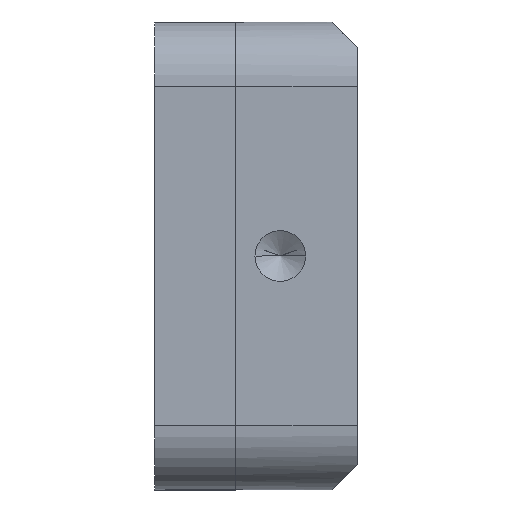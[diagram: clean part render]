
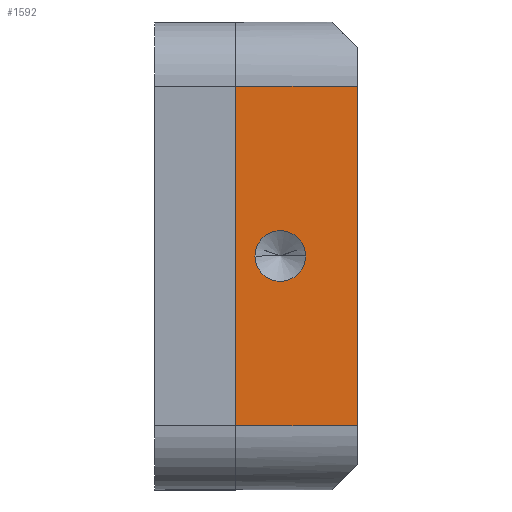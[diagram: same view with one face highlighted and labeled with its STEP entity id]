
A CAD part, left-side view. The second image highlights one B-rep face of the part: STEP entity #1592.
In plain terms, the highlighted planar face has unit normal (-1, 0, 0).
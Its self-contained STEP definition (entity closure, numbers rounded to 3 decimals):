
#34 = CARTESIAN_POINT ( 'NONE',  ( -36.55, 0., 3.8 ) ) ;
#90 = EDGE_CURVE ( 'NONE', #1488, #1726, #742, .T. ) ;
#113 = DIRECTION ( 'NONE',  ( -1., 0., 0. ) ) ;
#258 = ORIENTED_EDGE ( 'NONE', *, *, #1722, .F. ) ;
#341 = VERTEX_POINT ( 'NONE', #836 ) ;
#425 = EDGE_CURVE ( 'NONE', #1339, #1415, #1210, .T. ) ;
#447 = DIRECTION ( 'NONE',  ( 0., -1., 0. ) ) ;
#487 = ORIENTED_EDGE ( 'NONE', *, *, #90, .F. ) ;
#509 = VECTOR ( 'NONE', #447, 1000. ) ;
#580 = EDGE_CURVE ( 'NONE', #341, #1339, #1836, .T. ) ;
#585 = VECTOR ( 'NONE', #1059, 1000. ) ;
#672 = CIRCLE ( 'NONE', #2119, 1.25 ) ;
#680 = EDGE_CURVE ( 'NONE', #341, #2051, #2087, .T. ) ;
#742 = CIRCLE ( 'NONE', #2268, 1.25 ) ;
#801 = DIRECTION ( 'NONE',  ( 0., 0., -1. ) ) ;
#836 = CARTESIAN_POINT ( 'NONE',  ( -36.55, 8.375, 6. ) ) ;
#839 = DIRECTION ( 'NONE',  ( 0., 0., 1. ) ) ;
#859 = CARTESIAN_POINT ( 'NONE',  ( -36.55, -11.55, 0. ) ) ;
#861 = CARTESIAN_POINT ( 'NONE',  ( -36.55, 0., 5.05 ) ) ;
#864 = ORIENTED_EDGE ( 'NONE', *, *, #580, .T. ) ;
#866 = ORIENTED_EDGE ( 'NONE', *, *, #680, .F. ) ;
#922 = CARTESIAN_POINT ( 'NONE',  ( -36.55, -8.375, 0. ) ) ;
#928 = ORIENTED_EDGE ( 'NONE', *, *, #425, .T. ) ;
#941 = EDGE_LOOP ( 'NONE', ( #866, #864, #928, #2322 ) ) ;
#983 = FACE_BOUND ( 'NONE', #1218, .T. ) ;
#1055 = AXIS2_PLACEMENT_3D ( 'NONE', #1713, #1186, #801 ) ;
#1059 = DIRECTION ( 'NONE',  ( 0., -1., 0. ) ) ;
#1084 = DIRECTION ( 'NONE',  ( 0., 0., 1. ) ) ;
#1131 = VECTOR ( 'NONE', #839, 1000. ) ;
#1150 = EDGE_CURVE ( 'NONE', #1415, #2051, #1188, .T. ) ;
#1186 = DIRECTION ( 'NONE',  ( 1., 0., 0. ) ) ;
#1188 = LINE ( 'NONE', #1930, #1131 ) ;
#1202 = CARTESIAN_POINT ( 'NONE',  ( -36.55, -11.55, 6. ) ) ;
#1210 = LINE ( 'NONE', #859, #585 ) ;
#1218 = EDGE_LOOP ( 'NONE', ( #258, #487 ) ) ;
#1248 = CARTESIAN_POINT ( 'NONE',  ( -36.55, 0., 3.8 ) ) ;
#1309 = DIRECTION ( 'NONE',  ( -1., 0., 0. ) ) ;
#1328 = CARTESIAN_POINT ( 'NONE',  ( -36.55, 8.375, 6. ) ) ;
#1339 = VERTEX_POINT ( 'NONE', #2024 ) ;
#1415 = VERTEX_POINT ( 'NONE', #922 ) ;
#1488 = VERTEX_POINT ( 'NONE', #2336 ) ;
#1551 = FACE_OUTER_BOUND ( 'NONE', #941, .T. ) ;
#1592 = ADVANCED_FACE ( 'NONE', ( #983, #1551 ), #1893, .F. ) ;
#1713 = CARTESIAN_POINT ( 'NONE',  ( -36.55, -11.55, 6. ) ) ;
#1722 = EDGE_CURVE ( 'NONE', #1726, #1488, #672, .T. ) ;
#1726 = VERTEX_POINT ( 'NONE', #861 ) ;
#1774 = VECTOR ( 'NONE', #2247, 1000. ) ;
#1836 = LINE ( 'NONE', #1328, #1774 ) ;
#1893 = PLANE ( 'NONE',  #1055 ) ;
#1930 = CARTESIAN_POINT ( 'NONE',  ( -36.55, -8.375, 6. ) ) ;
#2014 = DIRECTION ( 'NONE',  ( 0., 0., 1. ) ) ;
#2024 = CARTESIAN_POINT ( 'NONE',  ( -36.55, 8.375, 0. ) ) ;
#2051 = VERTEX_POINT ( 'NONE', #2298 ) ;
#2087 = LINE ( 'NONE', #1202, #509 ) ;
#2119 = AXIS2_PLACEMENT_3D ( 'NONE', #1248, #113, #1084 ) ;
#2247 = DIRECTION ( 'NONE',  ( 0., 0., -1. ) ) ;
#2268 = AXIS2_PLACEMENT_3D ( 'NONE', #34, #1309, #2014 ) ;
#2298 = CARTESIAN_POINT ( 'NONE',  ( -36.55, -8.375, 6. ) ) ;
#2322 = ORIENTED_EDGE ( 'NONE', *, *, #1150, .T. ) ;
#2336 = CARTESIAN_POINT ( 'NONE',  ( -36.55, 0., 2.55 ) ) ;
